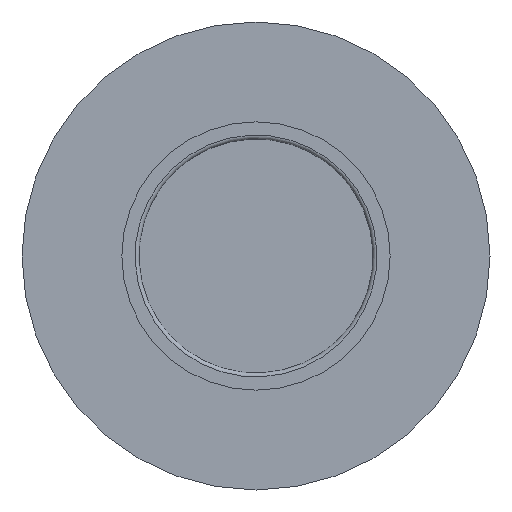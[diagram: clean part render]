
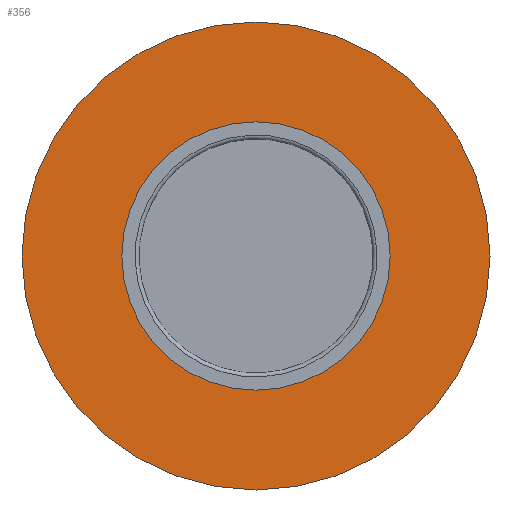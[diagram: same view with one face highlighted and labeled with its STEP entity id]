
A CAD part, front view. The second image highlights one B-rep face of the part: STEP entity #356.
In plain terms, the highlighted planar face has unit normal (0, -1, 0).
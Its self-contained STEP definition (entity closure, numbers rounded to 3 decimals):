
#29 = AXIS2_PLACEMENT_3D ( 'NONE', #216, #179, #308 ) ;
#52 = EDGE_CURVE ( 'NONE', #351, #351, #97, .T. ) ;
#59 = CARTESIAN_POINT ( 'NONE',  ( 0.241, 9.521, 18.263 ) ) ;
#92 = AXIS2_PLACEMENT_3D ( 'NONE', #349, #381, #150 ) ;
#97 = CIRCLE ( 'NONE', #335, 8.6 ) ;
#98 = CARTESIAN_POINT ( 'NONE',  ( 0.241, 9.521, 11.863 ) ) ;
#150 = DIRECTION ( 'NONE',  ( 0., 0., 1. ) ) ;
#154 = FACE_OUTER_BOUND ( 'NONE', #404, .T. ) ;
#179 = DIRECTION ( 'NONE',  ( 0., -1., 0. ) ) ;
#216 = CARTESIAN_POINT ( 'NONE',  ( 0.241, 9.521, 26.863 ) ) ;
#240 = DIRECTION ( 'NONE',  ( 0., -1., 0. ) ) ;
#241 = EDGE_CURVE ( 'NONE', #359, #359, #316, .T. ) ;
#263 = ORIENTED_EDGE ( 'NONE', *, *, #241, .T. ) ;
#272 = CARTESIAN_POINT ( 'NONE',  ( 0.241, 9.521, 26.863 ) ) ;
#308 = DIRECTION ( 'NONE',  ( 0., 0., -1. ) ) ;
#309 = PLANE ( 'NONE',  #92 ) ;
#316 = CIRCLE ( 'NONE', #29, 15. ) ;
#335 = AXIS2_PLACEMENT_3D ( 'NONE', #272, #240, #401 ) ;
#349 = CARTESIAN_POINT ( 'NONE',  ( -8.359, 9.521, 26.863 ) ) ;
#351 = VERTEX_POINT ( 'NONE', #59 ) ;
#354 = EDGE_LOOP ( 'NONE', ( #372 ) ) ;
#356 = ADVANCED_FACE ( 'NONE', ( #415, #154 ), #309, .F. ) ;
#359 = VERTEX_POINT ( 'NONE', #98 ) ;
#372 = ORIENTED_EDGE ( 'NONE', *, *, #52, .F. ) ;
#381 = DIRECTION ( 'NONE',  ( 0., 1., 0. ) ) ;
#401 = DIRECTION ( 'NONE',  ( 0., 0., -1. ) ) ;
#404 = EDGE_LOOP ( 'NONE', ( #263 ) ) ;
#415 = FACE_BOUND ( 'NONE', #354, .T. ) ;
